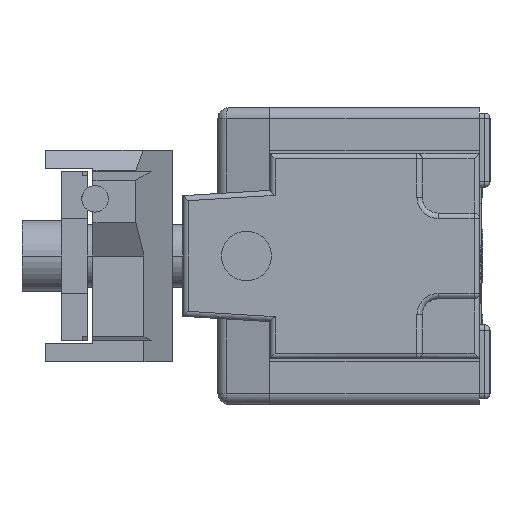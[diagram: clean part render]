
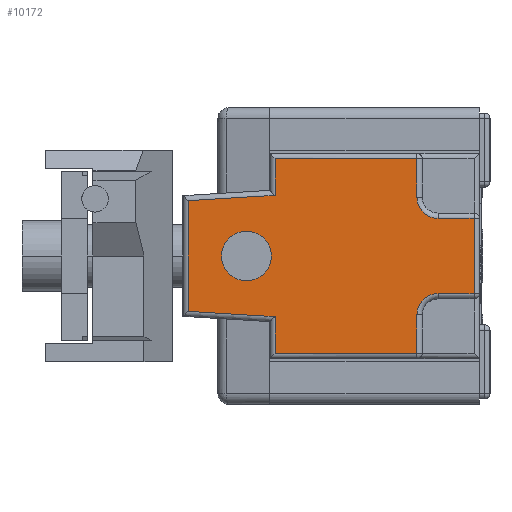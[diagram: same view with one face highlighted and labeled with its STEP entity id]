
A CAD part, left-side view. The second image highlights one B-rep face of the part: STEP entity #10172.
In plain terms, the highlighted planar face has unit normal (-1, 0, 0).
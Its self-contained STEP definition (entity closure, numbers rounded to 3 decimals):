
#1614=CARTESIAN_POINT('',(-51.5,22.,0.));
#1615=DIRECTION('',(-1.,0.,0.));
#1616=DIRECTION('',(0.,0.,1.));
#1617=AXIS2_PLACEMENT_3D('',#1614,#1615,#1616);
#1619=CARTESIAN_POINT('',(-51.5,22.,0.));
#1620=DIRECTION('',(-1.,0.,0.));
#1621=DIRECTION('',(0.,0.,-1.));
#1622=AXIS2_PLACEMENT_3D('',#1619,#1620,#1621);
#1624=DIRECTION('',(0.,0.,-1.));
#1625=VECTOR('',#1624,7.1);
#1626=CARTESIAN_POINT('',(-51.5,0.5,3.55));
#1627=LINE('',#1626,#1625);
#1628=DIRECTION('',(0.,-1.,0.));
#1629=VECTOR('',#1628,3.4);
#1630=CARTESIAN_POINT('',(-51.5,3.9,-3.55));
#1631=LINE('',#1630,#1629);
#1632=CARTESIAN_POINT('',(-51.5,3.9,-5.55));
#1633=DIRECTION('',(1.,0.,0.));
#1634=DIRECTION('',(0.,1.,0.));
#1635=AXIS2_PLACEMENT_3D('',#1632,#1633,#1634);
#1637=DIRECTION('',(0.,0.,1.));
#1638=VECTOR('',#1637,3.65);
#1639=CARTESIAN_POINT('',(-51.5,5.9,-9.2));
#1640=LINE('',#1639,#1638);
#1641=DIRECTION('',(0.,1.,0.));
#1642=VECTOR('',#1641,13.4);
#1643=CARTESIAN_POINT('',(-51.5,5.9,-9.2));
#1644=LINE('',#1643,#1642);
#1645=DIRECTION('',(0.,0.,-1.));
#1646=VECTOR('',#1645,3.47);
#1647=CARTESIAN_POINT('',(-51.5,19.3,-5.73));
#1648=LINE('',#1647,#1646);
#1649=DIRECTION('',(0.,-0.998,-0.061));
#1650=VECTOR('',#1649,8.215);
#1651=CARTESIAN_POINT('',(-51.5,27.5,-5.23));
#1652=LINE('',#1651,#1650);
#1653=DIRECTION('',(0.,0.,-1.));
#1654=VECTOR('',#1653,10.459);
#1655=CARTESIAN_POINT('',(-51.5,27.5,5.23));
#1656=LINE('',#1655,#1654);
#1657=DIRECTION('',(0.,0.998,-0.061));
#1658=VECTOR('',#1657,8.215);
#1659=CARTESIAN_POINT('',(-51.5,19.3,5.73));
#1660=LINE('',#1659,#1658);
#1661=DIRECTION('',(0.,0.,-1.));
#1662=VECTOR('',#1661,3.47);
#1663=CARTESIAN_POINT('',(-51.5,19.3,9.2));
#1664=LINE('',#1663,#1662);
#1665=DIRECTION('',(0.,-1.,0.));
#1666=VECTOR('',#1665,13.4);
#1667=CARTESIAN_POINT('',(-51.5,19.3,9.2));
#1668=LINE('',#1667,#1666);
#1669=DIRECTION('',(0.,0.,1.));
#1670=VECTOR('',#1669,3.65);
#1671=CARTESIAN_POINT('',(-51.5,5.9,5.55));
#1672=LINE('',#1671,#1670);
#1673=CARTESIAN_POINT('',(-51.5,3.9,5.55));
#1674=DIRECTION('',(1.,0.,0.));
#1675=DIRECTION('',(0.,0.,-1.));
#1676=AXIS2_PLACEMENT_3D('',#1673,#1674,#1675);
#1678=DIRECTION('',(0.,1.,0.));
#1679=VECTOR('',#1678,3.4);
#1680=CARTESIAN_POINT('',(-51.5,0.5,3.55));
#1681=LINE('',#1680,#1679);
#8404=CARTESIAN_POINT('',(-51.5,22.,2.35));
#8405=CARTESIAN_POINT('',(-51.5,22.,-2.35));
#8406=VERTEX_POINT('',#8404);
#8407=VERTEX_POINT('',#8405);
#8545=CARTESIAN_POINT('',(-51.5,0.5,3.55));
#8546=CARTESIAN_POINT('',(-51.5,0.5,-3.55));
#8547=VERTEX_POINT('',#8545);
#8548=VERTEX_POINT('',#8546);
#8573=CARTESIAN_POINT('',(-51.5,5.9,5.55));
#8574=CARTESIAN_POINT('',(-51.5,5.9,9.2));
#8575=VERTEX_POINT('',#8573);
#8576=VERTEX_POINT('',#8574);
#8577=CARTESIAN_POINT('',(-51.5,3.9,3.55));
#8578=VERTEX_POINT('',#8577);
#8581=CARTESIAN_POINT('',(-51.5,19.3,9.2));
#8582=VERTEX_POINT('',#8581);
#8587=CARTESIAN_POINT('',(-51.5,19.3,5.73));
#8588=VERTEX_POINT('',#8587);
#8591=CARTESIAN_POINT('',(-51.5,27.5,5.23));
#8592=VERTEX_POINT('',#8591);
#8595=CARTESIAN_POINT('',(-51.5,27.5,-5.23));
#8596=VERTEX_POINT('',#8595);
#8597=CARTESIAN_POINT('',(-51.5,19.3,-5.73));
#8598=VERTEX_POINT('',#8597);
#8603=CARTESIAN_POINT('',(-51.5,19.3,-9.2));
#8604=VERTEX_POINT('',#8603);
#8607=CARTESIAN_POINT('',(-51.5,5.9,-9.2));
#8608=VERTEX_POINT('',#8607);
#8625=CARTESIAN_POINT('',(-51.5,5.9,-5.55));
#8626=VERTEX_POINT('',#8625);
#8629=CARTESIAN_POINT('',(-51.5,3.9,-3.55));
#8630=VERTEX_POINT('',#8629);
#10133=CARTESIAN_POINT('',(-51.5,28.,-9.7));
#10134=DIRECTION('',(-1.,0.,0.));
#10135=DIRECTION('',(0.,-1.,0.));
#10136=AXIS2_PLACEMENT_3D('',#10133,#10134,#10135);
#10137=PLANE('',#10136);
#10139=ORIENTED_EDGE('',*,*,#10138,.T.);
#10141=ORIENTED_EDGE('',*,*,#10140,.F.);
#10143=ORIENTED_EDGE('',*,*,#10142,.F.);
#10145=ORIENTED_EDGE('',*,*,#10144,.F.);
#10147=ORIENTED_EDGE('',*,*,#10146,.T.);
#10149=ORIENTED_EDGE('',*,*,#10148,.F.);
#10151=ORIENTED_EDGE('',*,*,#10150,.F.);
#10153=ORIENTED_EDGE('',*,*,#10152,.F.);
#10155=ORIENTED_EDGE('',*,*,#10154,.F.);
#10156=ORIENTED_EDGE('',*,*,#10111,.F.);
#10157=ORIENTED_EDGE('',*,*,#10123,.T.);
#10159=ORIENTED_EDGE('',*,*,#10158,.F.);
#10161=ORIENTED_EDGE('',*,*,#10160,.F.);
#10163=ORIENTED_EDGE('',*,*,#10162,.F.);
#10164=EDGE_LOOP('',(#10139,#10141,#10143,#10145,#10147,#10149,#10151,#10153,
#10155,#10156,#10157,#10159,#10161,#10163));
#10165=FACE_OUTER_BOUND('',#10164,.F.);
#10167=ORIENTED_EDGE('',*,*,#10166,.T.);
#10169=ORIENTED_EDGE('',*,*,#10168,.T.);
#10170=EDGE_LOOP('',(#10167,#10169));
#10171=FACE_BOUND('',#10170,.F.);
#1618=CIRCLE('',#1617,2.35);
#1623=CIRCLE('',#1622,2.35);
#1636=CIRCLE('',#1635,2.);
#1677=CIRCLE('',#1676,2.);
#10111=EDGE_CURVE('',#8582,#8588,#1664,.T.);
#10123=EDGE_CURVE('',#8582,#8576,#1668,.T.);
#10138=EDGE_CURVE('',#8547,#8548,#1627,.T.);
#10140=EDGE_CURVE('',#8630,#8548,#1631,.T.);
#10142=EDGE_CURVE('',#8626,#8630,#1636,.T.);
#10144=EDGE_CURVE('',#8608,#8626,#1640,.T.);
#10146=EDGE_CURVE('',#8608,#8604,#1644,.T.);
#10148=EDGE_CURVE('',#8598,#8604,#1648,.T.);
#10150=EDGE_CURVE('',#8596,#8598,#1652,.T.);
#10152=EDGE_CURVE('',#8592,#8596,#1656,.T.);
#10154=EDGE_CURVE('',#8588,#8592,#1660,.T.);
#10158=EDGE_CURVE('',#8575,#8576,#1672,.T.);
#10160=EDGE_CURVE('',#8578,#8575,#1677,.T.);
#10162=EDGE_CURVE('',#8547,#8578,#1681,.T.);
#10166=EDGE_CURVE('',#8406,#8407,#1618,.T.);
#10168=EDGE_CURVE('',#8407,#8406,#1623,.T.);
#10172=ADVANCED_FACE('',(#10165,#10171),#10137,.T.);
